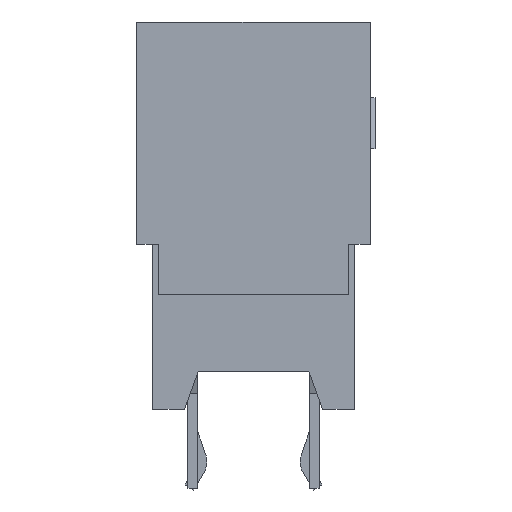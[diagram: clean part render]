
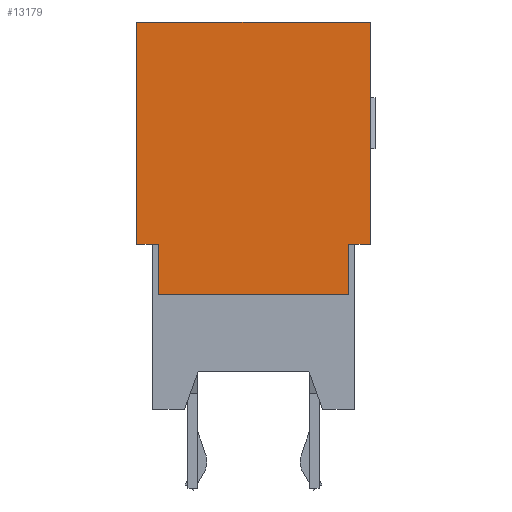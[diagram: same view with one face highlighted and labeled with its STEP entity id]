
A CAD part, left-side view. The second image highlights one B-rep face of the part: STEP entity #13179.
In plain terms, the highlighted planar face has unit normal (-1, 0, 0).
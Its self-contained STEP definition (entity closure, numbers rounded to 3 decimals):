
#112=DIRECTION('',(0.,-1.,0.));
#113=VECTOR('',#112,0.864);
#114=CARTESIAN_POINT('',(-43.942,-3.81,-8.89));
#115=LINE('',#114,#113);
#124=DIRECTION('',(0.,-1.,0.));
#125=VECTOR('',#124,0.864);
#126=CARTESIAN_POINT('',(-43.942,4.674,-8.89));
#127=LINE('',#126,#125);
#212=DIRECTION('',(0.,0.,-1.));
#213=VECTOR('',#212,8.89);
#214=CARTESIAN_POINT('',(-43.942,4.674,0.));
#215=LINE('',#214,#213);
#216=DIRECTION('',(0.,1.,0.));
#217=VECTOR('',#216,9.347);
#218=CARTESIAN_POINT('',(-43.942,-4.674,0.));
#219=LINE('',#218,#217);
#220=DIRECTION('',(0.,0.,1.));
#221=VECTOR('',#220,8.89);
#222=CARTESIAN_POINT('',(-43.942,-4.674,-8.89));
#223=LINE('',#222,#221);
#224=DIRECTION('',(0.,0.,1.));
#225=VECTOR('',#224,2.032);
#226=CARTESIAN_POINT('',(-43.942,-3.81,-10.922));
#227=LINE('',#226,#225);
#228=DIRECTION('',(0.,-1.,0.));
#229=VECTOR('',#228,7.62);
#230=CARTESIAN_POINT('',(-43.942,3.81,-10.922));
#231=LINE('',#230,#229);
#232=DIRECTION('',(0.,0.,1.));
#233=VECTOR('',#232,2.032);
#234=CARTESIAN_POINT('',(-43.942,3.81,-10.922));
#235=LINE('',#234,#233);
#9840=CARTESIAN_POINT('',(-43.942,4.674,0.));
#9841=CARTESIAN_POINT('',(-43.942,4.674,-8.89));
#9842=VERTEX_POINT('',#9840);
#9843=VERTEX_POINT('',#9841);
#9844=CARTESIAN_POINT('',(-43.942,-4.674,-8.89));
#9845=CARTESIAN_POINT('',(-43.942,-4.674,0.));
#9846=VERTEX_POINT('',#9844);
#9847=VERTEX_POINT('',#9845);
#9912=CARTESIAN_POINT('',(-43.942,-3.81,-10.922));
#9913=CARTESIAN_POINT('',(-43.942,-3.81,-8.89));
#9914=VERTEX_POINT('',#9912);
#9915=VERTEX_POINT('',#9913);
#9916=CARTESIAN_POINT('',(-43.942,3.81,-10.922));
#9917=CARTESIAN_POINT('',(-43.942,3.81,-8.89));
#9918=VERTEX_POINT('',#9916);
#9919=VERTEX_POINT('',#9917);
#13159=CARTESIAN_POINT('',(-43.942,0.,0.));
#13160=DIRECTION('',(-1.,0.,0.));
#13161=DIRECTION('',(0.,-1.,0.));
#13162=AXIS2_PLACEMENT_3D('',#13159,#13160,#13161);
#13163=PLANE('',#13162);
#13164=ORIENTED_EDGE('',*,*,#13008,.F.);
#13166=ORIENTED_EDGE('',*,*,#13165,.F.);
#13168=ORIENTED_EDGE('',*,*,#13167,.F.);
#13170=ORIENTED_EDGE('',*,*,#13169,.F.);
#13171=ORIENTED_EDGE('',*,*,#12993,.F.);
#13173=ORIENTED_EDGE('',*,*,#13172,.F.);
#13175=ORIENTED_EDGE('',*,*,#13174,.F.);
#13176=ORIENTED_EDGE('',*,*,#13150,.T.);
#13177=EDGE_LOOP('',(#13164,#13166,#13168,#13170,#13171,#13173,#13175,#13176));
#13178=FACE_OUTER_BOUND('',#13177,.F.);
#13179=ADVANCED_FACE('',(#13178),#13163,.T.);
#12993=EDGE_CURVE('',#9915,#9846,#115,.T.);
#13008=EDGE_CURVE('',#9843,#9919,#127,.T.);
#13150=EDGE_CURVE('',#9918,#9919,#235,.T.);
#13165=EDGE_CURVE('',#9842,#9843,#215,.T.);
#13167=EDGE_CURVE('',#9847,#9842,#219,.T.);
#13169=EDGE_CURVE('',#9846,#9847,#223,.T.);
#13172=EDGE_CURVE('',#9914,#9915,#227,.T.);
#13174=EDGE_CURVE('',#9918,#9914,#231,.T.);
